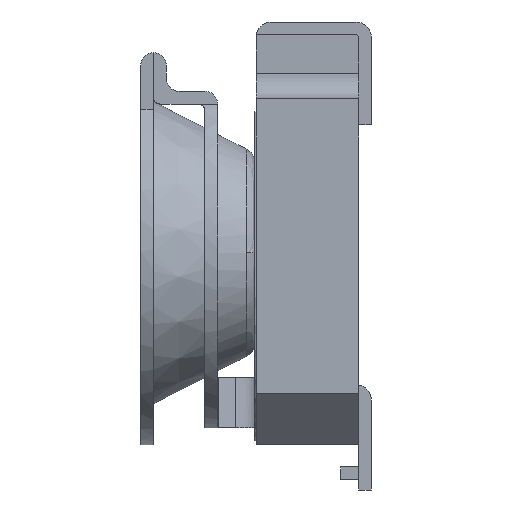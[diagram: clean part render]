
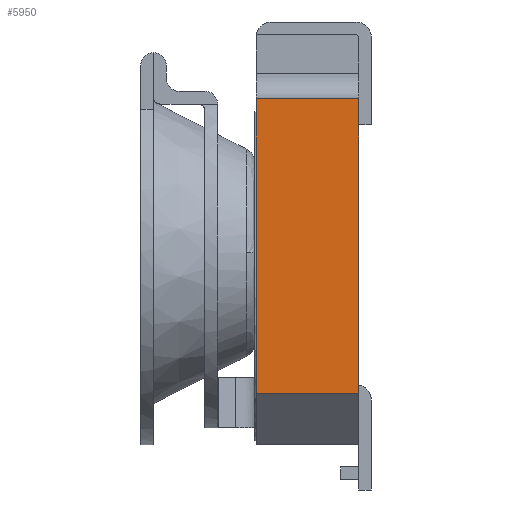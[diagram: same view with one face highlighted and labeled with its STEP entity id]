
A CAD part, left-side view. The second image highlights one B-rep face of the part: STEP entity #5950.
In plain terms, the highlighted planar face has unit normal (-1, 0, 0).
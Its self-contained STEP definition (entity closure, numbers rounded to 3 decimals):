
#224 = CARTESIAN_POINT ( 'NONE',  ( -1.5, 0., 1.2 ) ) ;
#336 = EDGE_CURVE ( 'NONE', #4907, #2371, #4787, .T. ) ;
#425 = VERTEX_POINT ( 'NONE', #1134 ) ;
#585 = EDGE_LOOP ( 'NONE', ( #3572, #6057, #2446, #884 ) ) ;
#884 = ORIENTED_EDGE ( 'NONE', *, *, #1314, .T. ) ;
#984 = DIRECTION ( 'NONE',  ( 0., 0., 1. ) ) ;
#1134 = CARTESIAN_POINT ( 'NONE',  ( -1.5, 0., -1.1 ) ) ;
#1138 = CARTESIAN_POINT ( 'NONE',  ( -1.5, 0., 1.2 ) ) ;
#1145 = VECTOR ( 'NONE', #2336, 1000. ) ;
#1314 = EDGE_CURVE ( 'NONE', #3559, #4907, #2298, .T. ) ;
#1344 = AXIS2_PLACEMENT_3D ( 'NONE', #4222, #2316, #5674 ) ;
#1457 = DIRECTION ( 'NONE',  ( 0., 1., 0. ) ) ;
#1460 = CARTESIAN_POINT ( 'NONE',  ( -1.5, 0., -1.1 ) ) ;
#1970 = LINE ( 'NONE', #1460, #3222 ) ;
#2298 = LINE ( 'NONE', #1138, #5974 ) ;
#2316 = DIRECTION ( 'NONE',  ( -1., 0., 0. ) ) ;
#2325 = LINE ( 'NONE', #3797, #6156 ) ;
#2336 = DIRECTION ( 'NONE',  ( 0., 0., -1. ) ) ;
#2371 = VERTEX_POINT ( 'NONE', #2552 ) ;
#2446 = ORIENTED_EDGE ( 'NONE', *, *, #6016, .T. ) ;
#2552 = CARTESIAN_POINT ( 'NONE',  ( -1.5, 0.8, -1.1 ) ) ;
#3222 = VECTOR ( 'NONE', #4302, 1000. ) ;
#3559 = VERTEX_POINT ( 'NONE', #224 ) ;
#3572 = ORIENTED_EDGE ( 'NONE', *, *, #336, .T. ) ;
#3797 = CARTESIAN_POINT ( 'NONE',  ( -1.5, 0., 0. ) ) ;
#3815 = CARTESIAN_POINT ( 'NONE',  ( -1.5, 0.8, -1.5 ) ) ;
#4037 = FACE_OUTER_BOUND ( 'NONE', #585, .T. ) ;
#4222 = CARTESIAN_POINT ( 'NONE',  ( -1.5, 0., -1.5 ) ) ;
#4302 = DIRECTION ( 'NONE',  ( 0., -1., 0. ) ) ;
#4787 = LINE ( 'NONE', #3815, #1145 ) ;
#4907 = VERTEX_POINT ( 'NONE', #4922 ) ;
#4922 = CARTESIAN_POINT ( 'NONE',  ( -1.5, 0.8, 1.2 ) ) ;
#5179 = EDGE_CURVE ( 'NONE', #2371, #425, #1970, .T. ) ;
#5202 = PLANE ( 'NONE',  #1344 ) ;
#5674 = DIRECTION ( 'NONE',  ( 0., 0., 1. ) ) ;
#5950 = ADVANCED_FACE ( 'NONE', ( #4037 ), #5202, .T. ) ;
#5974 = VECTOR ( 'NONE', #1457, 1000. ) ;
#6016 = EDGE_CURVE ( 'NONE', #425, #3559, #2325, .T. ) ;
#6057 = ORIENTED_EDGE ( 'NONE', *, *, #5179, .T. ) ;
#6156 = VECTOR ( 'NONE', #984, 1000. ) ;
